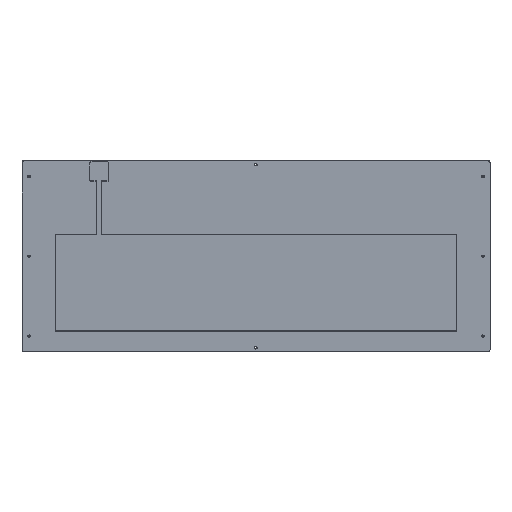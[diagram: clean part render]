
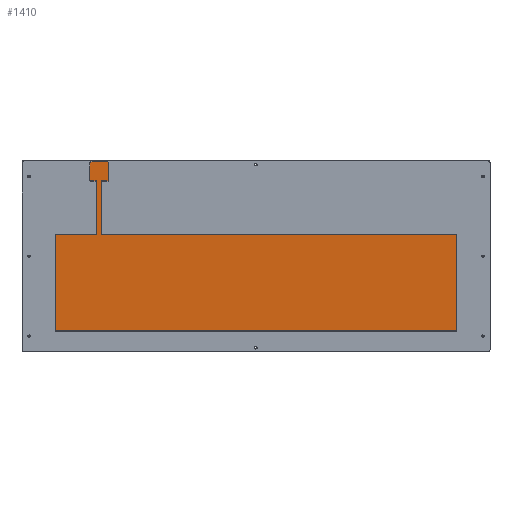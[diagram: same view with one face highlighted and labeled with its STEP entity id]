
A CAD part, top view. The second image highlights one B-rep face of the part: STEP entity #1410.
In plain terms, the highlighted planar face has unit normal (0, -0.079, 0.997).
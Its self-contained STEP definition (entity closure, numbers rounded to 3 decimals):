
#75=PLANE('',#1543);
#136=FACE_OUTER_BOUND('',#230,.T.);
#230=EDGE_LOOP('',(#1092,#1093,#1094,#1095,#1096,#1097,#1098,#1099,#1100,
#1101,#1102,#1103,#1104,#1105,#1106,#1107,#1108,#1109,#1110,#1111,#1112,
#1113,#1114,#1115));
#337=LINE('',#2314,#453);
#338=LINE('',#2318,#454);
#339=LINE('',#2322,#455);
#340=LINE('',#2326,#456);
#341=LINE('',#2330,#457);
#342=LINE('',#2334,#458);
#343=LINE('',#2338,#459);
#344=LINE('',#2342,#460);
#345=LINE('',#2346,#461);
#346=LINE('',#2350,#462);
#347=LINE('',#2354,#463);
#348=LINE('',#2357,#464);
#453=VECTOR('',#1856,10.);
#454=VECTOR('',#1859,10.);
#455=VECTOR('',#1862,10.);
#456=VECTOR('',#1865,10.);
#457=VECTOR('',#1868,10.);
#458=VECTOR('',#1871,10.);
#459=VECTOR('',#1874,10.);
#460=VECTOR('',#1877,10.);
#461=VECTOR('',#1880,10.);
#462=VECTOR('',#1883,10.);
#463=VECTOR('',#1886,10.);
#464=VECTOR('',#1889,10.);
#559=CIRCLE('',#1544,0.5);
#560=CIRCLE('',#1545,0.5);
#561=CIRCLE('',#1546,1.);
#562=CIRCLE('',#1547,1.);
#563=CIRCLE('',#1548,1.);
#564=CIRCLE('',#1549,1.);
#565=CIRCLE('',#1550,1.);
#566=CIRCLE('',#1551,1.);
#567=CIRCLE('',#1552,0.5);
#568=CIRCLE('',#1553,0.5);
#569=CIRCLE('',#1554,1.);
#570=CIRCLE('',#1555,1.);
#658=VERTEX_POINT('',#2310);
#659=VERTEX_POINT('',#2311);
#660=VERTEX_POINT('',#2313);
#661=VERTEX_POINT('',#2315);
#662=VERTEX_POINT('',#2317);
#663=VERTEX_POINT('',#2319);
#664=VERTEX_POINT('',#2321);
#665=VERTEX_POINT('',#2323);
#666=VERTEX_POINT('',#2325);
#667=VERTEX_POINT('',#2327);
#668=VERTEX_POINT('',#2329);
#669=VERTEX_POINT('',#2331);
#670=VERTEX_POINT('',#2333);
#671=VERTEX_POINT('',#2335);
#672=VERTEX_POINT('',#2337);
#673=VERTEX_POINT('',#2339);
#674=VERTEX_POINT('',#2341);
#675=VERTEX_POINT('',#2343);
#676=VERTEX_POINT('',#2345);
#677=VERTEX_POINT('',#2347);
#678=VERTEX_POINT('',#2349);
#679=VERTEX_POINT('',#2351);
#680=VERTEX_POINT('',#2353);
#681=VERTEX_POINT('',#2355);
#824=EDGE_CURVE('',#658,#659,#559,.T.);
#825=EDGE_CURVE('',#659,#660,#337,.T.);
#826=EDGE_CURVE('',#661,#660,#560,.F.);
#827=EDGE_CURVE('',#661,#662,#338,.T.);
#828=EDGE_CURVE('',#663,#662,#561,.F.);
#829=EDGE_CURVE('',#663,#664,#339,.T.);
#830=EDGE_CURVE('',#664,#665,#562,.T.);
#831=EDGE_CURVE('',#665,#666,#340,.T.);
#832=EDGE_CURVE('',#666,#667,#563,.T.);
#833=EDGE_CURVE('',#667,#668,#341,.T.);
#834=EDGE_CURVE('',#668,#669,#564,.T.);
#835=EDGE_CURVE('',#669,#670,#342,.T.);
#836=EDGE_CURVE('',#670,#671,#565,.T.);
#837=EDGE_CURVE('',#671,#672,#343,.T.);
#838=EDGE_CURVE('',#673,#672,#566,.F.);
#839=EDGE_CURVE('',#673,#674,#344,.T.);
#840=EDGE_CURVE('',#675,#674,#567,.F.);
#841=EDGE_CURVE('',#675,#676,#345,.T.);
#842=EDGE_CURVE('',#676,#677,#568,.T.);
#843=EDGE_CURVE('',#678,#677,#346,.T.);
#844=EDGE_CURVE('',#679,#678,#569,.T.);
#845=EDGE_CURVE('',#680,#679,#347,.T.);
#846=EDGE_CURVE('',#681,#680,#570,.T.);
#847=EDGE_CURVE('',#658,#681,#348,.T.);
#1092=ORIENTED_EDGE('',*,*,#824,.T.);
#1093=ORIENTED_EDGE('',*,*,#825,.T.);
#1094=ORIENTED_EDGE('',*,*,#826,.F.);
#1095=ORIENTED_EDGE('',*,*,#827,.T.);
#1096=ORIENTED_EDGE('',*,*,#828,.F.);
#1097=ORIENTED_EDGE('',*,*,#829,.T.);
#1098=ORIENTED_EDGE('',*,*,#830,.T.);
#1099=ORIENTED_EDGE('',*,*,#831,.T.);
#1100=ORIENTED_EDGE('',*,*,#832,.T.);
#1101=ORIENTED_EDGE('',*,*,#833,.T.);
#1102=ORIENTED_EDGE('',*,*,#834,.T.);
#1103=ORIENTED_EDGE('',*,*,#835,.T.);
#1104=ORIENTED_EDGE('',*,*,#836,.T.);
#1105=ORIENTED_EDGE('',*,*,#837,.T.);
#1106=ORIENTED_EDGE('',*,*,#838,.F.);
#1107=ORIENTED_EDGE('',*,*,#839,.T.);
#1108=ORIENTED_EDGE('',*,*,#840,.F.);
#1109=ORIENTED_EDGE('',*,*,#841,.T.);
#1110=ORIENTED_EDGE('',*,*,#842,.T.);
#1111=ORIENTED_EDGE('',*,*,#843,.F.);
#1112=ORIENTED_EDGE('',*,*,#844,.F.);
#1113=ORIENTED_EDGE('',*,*,#845,.F.);
#1114=ORIENTED_EDGE('',*,*,#846,.F.);
#1115=ORIENTED_EDGE('',*,*,#847,.F.);
#1410=ADVANCED_FACE('',(#136),#75,.F.);
#1543=AXIS2_PLACEMENT_3D('',#2309,#1852,#1853);
#1544=AXIS2_PLACEMENT_3D('',#2312,#1854,#1855);
#1545=AXIS2_PLACEMENT_3D('',#2316,#1857,#1858);
#1546=AXIS2_PLACEMENT_3D('',#2320,#1860,#1861);
#1547=AXIS2_PLACEMENT_3D('',#2324,#1863,#1864);
#1548=AXIS2_PLACEMENT_3D('',#2328,#1866,#1867);
#1549=AXIS2_PLACEMENT_3D('',#2332,#1869,#1870);
#1550=AXIS2_PLACEMENT_3D('',#2336,#1872,#1873);
#1551=AXIS2_PLACEMENT_3D('',#2340,#1875,#1876);
#1552=AXIS2_PLACEMENT_3D('',#2344,#1878,#1879);
#1553=AXIS2_PLACEMENT_3D('',#2348,#1881,#1882);
#1554=AXIS2_PLACEMENT_3D('',#2352,#1884,#1885);
#1555=AXIS2_PLACEMENT_3D('',#2356,#1887,#1888);
#1852=DIRECTION('center_axis',(0.,0.078,-0.997));
#1853=DIRECTION('ref_axis',(-1.,0.,0.));
#1854=DIRECTION('center_axis',(0.,-0.078,0.997));
#1855=DIRECTION('ref_axis',(-0.707,-0.705,-0.055));
#1856=DIRECTION('',(1.,0.,0.));
#1857=DIRECTION('center_axis',(0.,0.078,-0.997));
#1858=DIRECTION('ref_axis',(0.707,0.705,0.055));
#1859=DIRECTION('',(0.,-0.997,-0.078));
#1860=DIRECTION('center_axis',(0.,0.078,-0.997));
#1861=DIRECTION('ref_axis',(0.707,-0.705,-0.055));
#1862=DIRECTION('',(-1.,0.,0.));
#1863=DIRECTION('center_axis',(0.,-0.078,0.997));
#1864=DIRECTION('ref_axis',(-0.707,0.705,0.055));
#1865=DIRECTION('',(0.,-0.997,-0.078));
#1866=DIRECTION('center_axis',(0.,-0.078,0.997));
#1867=DIRECTION('ref_axis',(-0.707,-0.705,-0.055));
#1868=DIRECTION('',(1.,0.,0.));
#1869=DIRECTION('center_axis',(0.,-0.078,0.997));
#1870=DIRECTION('ref_axis',(0.707,-0.705,-0.055));
#1871=DIRECTION('',(0.,0.997,0.078));
#1872=DIRECTION('center_axis',(0.,-0.078,0.997));
#1873=DIRECTION('ref_axis',(0.707,0.705,0.055));
#1874=DIRECTION('',(-1.,0.,0.));
#1875=DIRECTION('center_axis',(0.,0.078,-0.997));
#1876=DIRECTION('ref_axis',(-0.707,-0.705,-0.055));
#1877=DIRECTION('',(0.,0.997,0.078));
#1878=DIRECTION('center_axis',(0.,0.078,-0.997));
#1879=DIRECTION('ref_axis',(-0.707,0.705,0.055));
#1880=DIRECTION('',(1.,0.,0.));
#1881=DIRECTION('center_axis',(0.,-0.078,0.997));
#1882=DIRECTION('ref_axis',(0.707,-0.705,-0.055));
#1883=DIRECTION('',(0.,-0.997,-0.078));
#1884=DIRECTION('center_axis',(0.,0.078,-0.997));
#1885=DIRECTION('ref_axis',(0.707,0.705,0.055));
#1886=DIRECTION('',(1.,0.,0.));
#1887=DIRECTION('center_axis',(0.,0.078,-0.997));
#1888=DIRECTION('ref_axis',(-0.707,0.705,0.055));
#1889=DIRECTION('',(0.,0.997,0.078));
#2309=CARTESIAN_POINT('Origin',(28.452,362.57,112.745));
#2310=CARTESIAN_POINT('',(-137.074,464.682,120.781));
#2311=CARTESIAN_POINT('',(-136.574,464.184,120.742));
#2312=CARTESIAN_POINT('Origin',(-136.574,464.682,120.781));
#2313=CARTESIAN_POINT('',(-130.824,464.184,120.742));
#2314=CARTESIAN_POINT('',(-54.311,464.184,120.742));
#2315=CARTESIAN_POINT('',(-130.324,463.686,120.703));
#2316=CARTESIAN_POINT('Origin',(-130.824,463.686,120.703));
#2317=CARTESIAN_POINT('',(-130.324,411.68,116.61));
#2318=CARTESIAN_POINT('',(-130.324,400.094,115.698));
#2319=CARTESIAN_POINT('',(-131.324,410.683,116.532));
#2320=CARTESIAN_POINT('Origin',(-131.324,411.68,116.61));
#2321=CARTESIAN_POINT('',(-170.996,410.683,116.532));
#2322=CARTESIAN_POINT('',(-75.047,410.683,116.532));
#2323=CARTESIAN_POINT('',(-171.996,409.686,116.453));
#2324=CARTESIAN_POINT('Origin',(-170.996,409.686,116.453));
#2325=CARTESIAN_POINT('',(-171.996,315.674,109.054));
#2326=CARTESIAN_POINT('',(-171.996,334.307,110.521));
#2327=CARTESIAN_POINT('',(-170.996,314.677,108.976));
#2328=CARTESIAN_POINT('Origin',(-170.996,315.674,109.054));
#2329=CARTESIAN_POINT('',(228.15,314.677,108.976));
#2330=CARTESIAN_POINT('',(131.951,314.677,108.976));
#2331=CARTESIAN_POINT('',(229.15,315.674,109.054));
#2332=CARTESIAN_POINT('Origin',(228.15,315.674,109.054));
#2333=CARTESIAN_POINT('',(229.15,409.686,116.453));
#2334=CARTESIAN_POINT('',(229.15,390.834,114.969));
#2335=CARTESIAN_POINT('',(228.15,410.683,116.532));
#2336=CARTESIAN_POINT('Origin',(228.15,409.686,116.453));
#2337=CARTESIAN_POINT('',(-124.324,410.683,116.532));
#2338=CARTESIAN_POINT('',(-75.047,410.683,116.532));
#2339=CARTESIAN_POINT('',(-125.324,411.68,116.61));
#2340=CARTESIAN_POINT('Origin',(-124.324,411.68,116.61));
#2341=CARTESIAN_POINT('',(-125.324,463.684,120.703));
#2342=CARTESIAN_POINT('',(-125.324,400.002,115.691));
#2343=CARTESIAN_POINT('',(-124.824,464.183,120.742));
#2344=CARTESIAN_POINT('Origin',(-124.824,463.684,120.703));
#2345=CARTESIAN_POINT('',(-119.074,464.183,120.742));
#2346=CARTESIAN_POINT('',(-45.061,464.183,120.742));
#2347=CARTESIAN_POINT('',(-118.574,464.681,120.781));
#2348=CARTESIAN_POINT('Origin',(-119.074,464.681,120.781));
#2349=CARTESIAN_POINT('',(-118.574,482.498,122.184));
#2350=CARTESIAN_POINT('',(-118.574,443.469,119.112));
#2351=CARTESIAN_POINT('',(-119.574,483.495,122.262));
#2352=CARTESIAN_POINT('Origin',(-119.574,482.498,122.184));
#2353=CARTESIAN_POINT('',(-136.074,483.495,122.262));
#2354=CARTESIAN_POINT('',(-137.287,483.495,122.262));
#2355=CARTESIAN_POINT('',(-137.074,482.498,122.184));
#2356=CARTESIAN_POINT('Origin',(-136.074,482.498,122.184));
#2357=CARTESIAN_POINT('',(-137.074,430.16,118.064));
